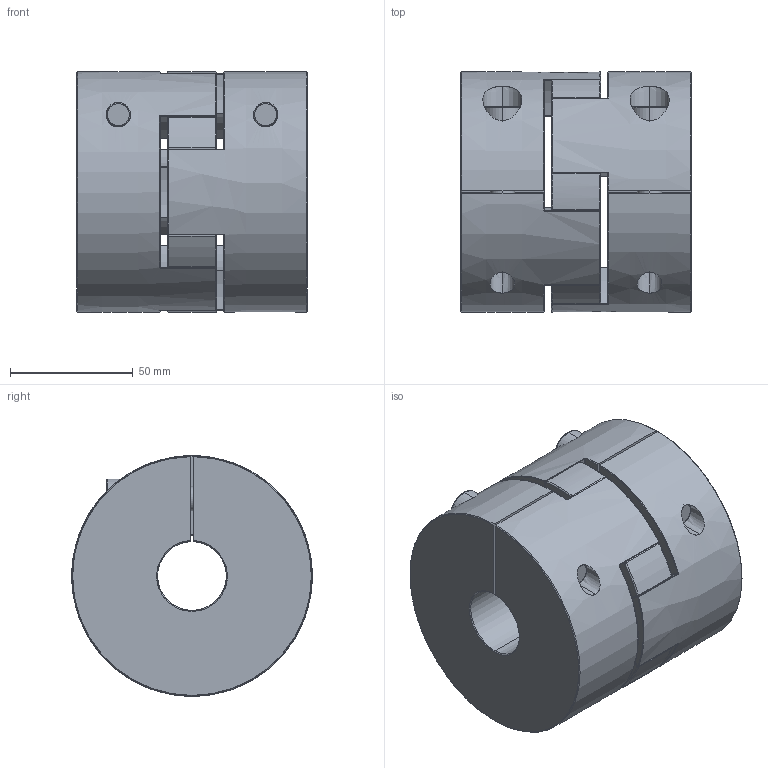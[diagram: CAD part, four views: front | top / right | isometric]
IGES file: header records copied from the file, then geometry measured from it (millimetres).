
Start section: SolidWorks IGES file using analytic representation for surfaces
Global section: file name: CL16-98_CLAMP.igs; native system: SolidWorks 2010; preprocessor: SolidWorks 2010; author: Josh; date: 110810.010253; units: millimetre
Bounding box: 94 x 98 x 98 mm (x, y, z)
Surface area: 99202.7 mm2 (no closed solid volume)
Topology: 0 solids, 0 shells, 320 faces, 3611 edges, 3587 vertices
Faces by surface type: bspline 167, revolution 153
